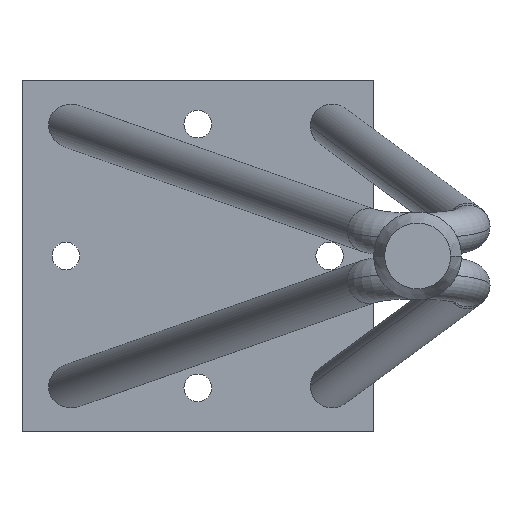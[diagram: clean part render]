
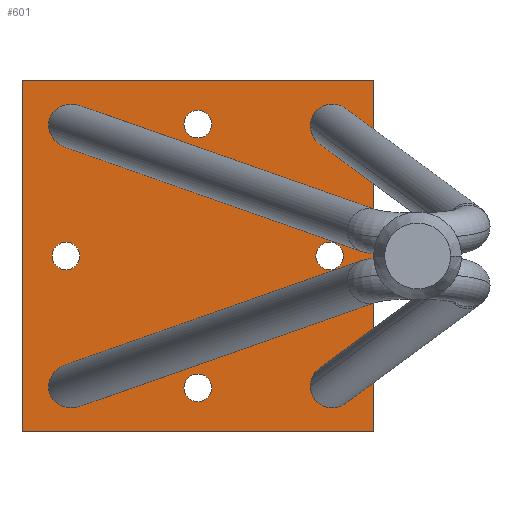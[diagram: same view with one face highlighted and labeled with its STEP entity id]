
A CAD part, front view. The second image highlights one B-rep face of the part: STEP entity #601.
In plain terms, the highlighted planar face has unit normal (0, -1, 0).
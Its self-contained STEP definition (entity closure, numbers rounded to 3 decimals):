
#8 = ORIENTED_EDGE ( 'NONE', *, *, #1238, .T. ) ;
#18 = CARTESIAN_POINT ( 'NONE',  ( 0., -3., -33.15 ) ) ;
#19 = EDGE_CURVE ( 'NONE', #1203, #1795, #511, .T. ) ;
#22 = CARTESIAN_POINT ( 'NONE',  ( 0., -3., 26.85 ) ) ;
#36 = FACE_BOUND ( 'NONE', #504, .T. ) ;
#104 = ORIENTED_EDGE ( 'NONE', *, *, #1729, .F. ) ;
#112 = CIRCLE ( 'NONE', #1384, 3.15 ) ;
#113 = CARTESIAN_POINT ( 'NONE',  ( 30., -3., -3.15 ) ) ;
#125 = AXIS2_PLACEMENT_3D ( 'NONE', #787, #1646, #380 ) ;
#175 = CARTESIAN_POINT ( 'NONE',  ( -40., -3., 40. ) ) ;
#195 = EDGE_CURVE ( 'NONE', #639, #1743, #112, .T. ) ;
#210 = VERTEX_POINT ( 'NONE', #22 ) ;
#237 = VECTOR ( 'NONE', #508, 1000. ) ;
#280 = CARTESIAN_POINT ( 'NONE',  ( -40., -3., 40. ) ) ;
#290 = DIRECTION ( 'NONE',  ( 0., 1., 0. ) ) ;
#311 = CARTESIAN_POINT ( 'NONE',  ( -40., -3., -40. ) ) ;
#326 = EDGE_CURVE ( 'NONE', #1743, #639, #486, .T. ) ;
#328 = LINE ( 'NONE', #175, #616 ) ;
#350 = CARTESIAN_POINT ( 'NONE',  ( 0., -3., 30. ) ) ;
#362 = DIRECTION ( 'NONE',  ( 0., 1., 0. ) ) ;
#367 = DIRECTION ( 'NONE',  ( 0., 0., 1. ) ) ;
#380 = DIRECTION ( 'NONE',  ( 0., 0., 1. ) ) ;
#383 = DIRECTION ( 'NONE',  ( -1., 0., 0. ) ) ;
#385 = VERTEX_POINT ( 'NONE', #757 ) ;
#388 = LINE ( 'NONE', #1794, #1269 ) ;
#398 = DIRECTION ( 'NONE',  ( 0., 1., 0. ) ) ;
#402 = ORIENTED_EDGE ( 'NONE', *, *, #1387, .T. ) ;
#405 = VERTEX_POINT ( 'NONE', #606 ) ;
#412 = CARTESIAN_POINT ( 'NONE',  ( 0., -3., 30. ) ) ;
#419 = CIRCLE ( 'NONE', #683, 3.15 ) ;
#434 = ORIENTED_EDGE ( 'NONE', *, *, #768, .T. ) ;
#448 = DIRECTION ( 'NONE',  ( 0., 1., 0. ) ) ;
#475 = DIRECTION ( 'NONE',  ( 0., 1., 0. ) ) ;
#483 = DIRECTION ( 'NONE',  ( 1., 0., 0. ) ) ;
#486 = CIRCLE ( 'NONE', #1180, 3.15 ) ;
#497 = VECTOR ( 'NONE', #1420, 1000. ) ;
#504 = EDGE_LOOP ( 'NONE', ( #1232, #434 ) ) ;
#505 = AXIS2_PLACEMENT_3D ( 'NONE', #412, #674, #964 ) ;
#508 = DIRECTION ( 'NONE',  ( 0., 0., -1. ) ) ;
#510 = ORIENTED_EDGE ( 'NONE', *, *, #195, .T. ) ;
#511 = CIRCLE ( 'NONE', #1479, 3.15 ) ;
#517 = ORIENTED_EDGE ( 'NONE', *, *, #1030, .F. ) ;
#522 = ORIENTED_EDGE ( 'NONE', *, *, #852, .F. ) ;
#537 = CIRCLE ( 'NONE', #505, 3.15 ) ;
#557 = EDGE_LOOP ( 'NONE', ( #510, #1789 ) ) ;
#564 = VERTEX_POINT ( 'NONE', #280 ) ;
#578 = FACE_OUTER_BOUND ( 'NONE', #1134, .T. ) ;
#589 = CARTESIAN_POINT ( 'NONE',  ( -30., -3., 0. ) ) ;
#601 = ADVANCED_FACE ( 'NONE', ( #1419, #1563, #1127, #36, #578 ), #863, .F. ) ;
#606 = CARTESIAN_POINT ( 'NONE',  ( 0., -3., 33.15 ) ) ;
#616 = VECTOR ( 'NONE', #483, 1000. ) ;
#639 = VERTEX_POINT ( 'NONE', #1766 ) ;
#655 = AXIS2_PLACEMENT_3D ( 'NONE', #1740, #475, #1046 ) ;
#665 = ORIENTED_EDGE ( 'NONE', *, *, #1070, .T. ) ;
#674 = DIRECTION ( 'NONE',  ( 0., 1., 0. ) ) ;
#683 = AXIS2_PLACEMENT_3D ( 'NONE', #350, #928, #367 ) ;
#757 = CARTESIAN_POINT ( 'NONE',  ( 40., -3., -40. ) ) ;
#768 = EDGE_CURVE ( 'NONE', #1795, #1203, #909, .T. ) ;
#786 = ORIENTED_EDGE ( 'NONE', *, *, #1173, .F. ) ;
#787 = CARTESIAN_POINT ( 'NONE',  ( 30., -3., 0. ) ) ;
#830 = AXIS2_PLACEMENT_3D ( 'NONE', #1128, #290, #1272 ) ;
#834 = VERTEX_POINT ( 'NONE', #1040 ) ;
#836 = CARTESIAN_POINT ( 'NONE',  ( -30., -3., -3.15 ) ) ;
#852 = EDGE_CURVE ( 'NONE', #1517, #385, #1751, .T. ) ;
#863 = PLANE ( 'NONE',  #655 ) ;
#867 = DIRECTION ( 'NONE',  ( 0., 0., 1. ) ) ;
#909 = CIRCLE ( 'NONE', #1673, 3.15 ) ;
#921 = CARTESIAN_POINT ( 'NONE',  ( -40., -3., -40. ) ) ;
#928 = DIRECTION ( 'NONE',  ( 0., 1., 0. ) ) ;
#964 = DIRECTION ( 'NONE',  ( 0., 0., 1. ) ) ;
#997 = EDGE_CURVE ( 'NONE', #834, #1279, #1792, .T. ) ;
#1010 = CARTESIAN_POINT ( 'NONE',  ( 0., -3., -30. ) ) ;
#1030 = EDGE_CURVE ( 'NONE', #385, #1512, #388, .T. ) ;
#1040 = CARTESIAN_POINT ( 'NONE',  ( 30., -3., 3.15 ) ) ;
#1046 = DIRECTION ( 'NONE',  ( 0., 0., 1. ) ) ;
#1058 = CARTESIAN_POINT ( 'NONE',  ( 40., -3., -40. ) ) ;
#1070 = EDGE_CURVE ( 'NONE', #210, #405, #537, .T. ) ;
#1096 = ORIENTED_EDGE ( 'NONE', *, *, #997, .T. ) ;
#1127 = FACE_BOUND ( 'NONE', #1802, .T. ) ;
#1128 = CARTESIAN_POINT ( 'NONE',  ( 30., -3., 0. ) ) ;
#1134 = EDGE_LOOP ( 'NONE', ( #522, #786, #104, #517 ) ) ;
#1173 = EDGE_CURVE ( 'NONE', #564, #1517, #328, .T. ) ;
#1180 = AXIS2_PLACEMENT_3D ( 'NONE', #1362, #362, #1606 ) ;
#1203 = VERTEX_POINT ( 'NONE', #1457 ) ;
#1232 = ORIENTED_EDGE ( 'NONE', *, *, #19, .T. ) ;
#1238 = EDGE_CURVE ( 'NONE', #405, #210, #419, .T. ) ;
#1269 = VECTOR ( 'NONE', #383, 1000. ) ;
#1270 = EDGE_LOOP ( 'NONE', ( #8, #665 ) ) ;
#1272 = DIRECTION ( 'NONE',  ( 0., 0., 1. ) ) ;
#1279 = VERTEX_POINT ( 'NONE', #113 ) ;
#1362 = CARTESIAN_POINT ( 'NONE',  ( -30., -3., 0. ) ) ;
#1367 = CIRCLE ( 'NONE', #830, 3.15 ) ;
#1384 = AXIS2_PLACEMENT_3D ( 'NONE', #589, #448, #1568 ) ;
#1387 = EDGE_CURVE ( 'NONE', #1279, #834, #1367, .T. ) ;
#1419 = FACE_BOUND ( 'NONE', #557, .T. ) ;
#1420 = DIRECTION ( 'NONE',  ( 0., 0., 1. ) ) ;
#1457 = CARTESIAN_POINT ( 'NONE',  ( 0., -3., -26.85 ) ) ;
#1479 = AXIS2_PLACEMENT_3D ( 'NONE', #1658, #398, #1667 ) ;
#1512 = VERTEX_POINT ( 'NONE', #921 ) ;
#1516 = LINE ( 'NONE', #311, #497 ) ;
#1517 = VERTEX_POINT ( 'NONE', #1615 ) ;
#1563 = FACE_BOUND ( 'NONE', #1270, .T. ) ;
#1567 = DIRECTION ( 'NONE',  ( 0., 1., 0. ) ) ;
#1568 = DIRECTION ( 'NONE',  ( 0., 0., 1. ) ) ;
#1606 = DIRECTION ( 'NONE',  ( 0., 0., 1. ) ) ;
#1615 = CARTESIAN_POINT ( 'NONE',  ( 40., -3., 40. ) ) ;
#1646 = DIRECTION ( 'NONE',  ( 0., 1., 0. ) ) ;
#1658 = CARTESIAN_POINT ( 'NONE',  ( 0., -3., -30. ) ) ;
#1667 = DIRECTION ( 'NONE',  ( 0., 0., 1. ) ) ;
#1673 = AXIS2_PLACEMENT_3D ( 'NONE', #1010, #1567, #867 ) ;
#1729 = EDGE_CURVE ( 'NONE', #1512, #564, #1516, .T. ) ;
#1740 = CARTESIAN_POINT ( 'NONE',  ( 0., -3., 0. ) ) ;
#1743 = VERTEX_POINT ( 'NONE', #836 ) ;
#1751 = LINE ( 'NONE', #1058, #237 ) ;
#1766 = CARTESIAN_POINT ( 'NONE',  ( -30., -3., 3.15 ) ) ;
#1789 = ORIENTED_EDGE ( 'NONE', *, *, #326, .T. ) ;
#1792 = CIRCLE ( 'NONE', #125, 3.15 ) ;
#1794 = CARTESIAN_POINT ( 'NONE',  ( -40., -3., -40. ) ) ;
#1795 = VERTEX_POINT ( 'NONE', #18 ) ;
#1802 = EDGE_LOOP ( 'NONE', ( #1096, #402 ) ) ;
